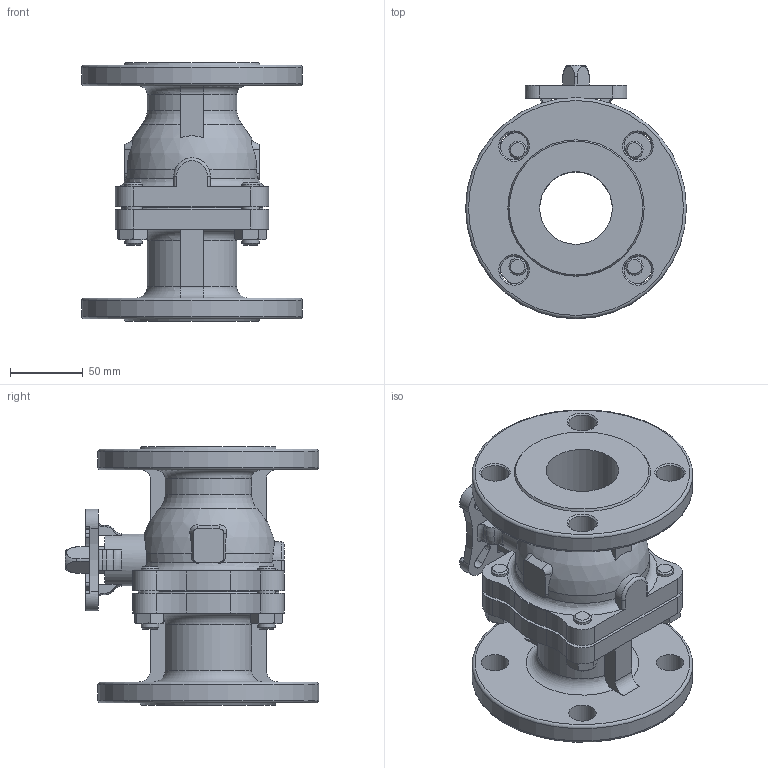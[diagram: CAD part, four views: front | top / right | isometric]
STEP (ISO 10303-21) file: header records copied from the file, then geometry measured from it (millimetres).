
FILE_DESCRIPTION(/* description */ ('STEP AP214'),/* implementation_level */ '2;1');
FILE_NAME(/* name */ '4810856_VZBF-2-P1-20-D-2-F0507-V15V15',/* time_stamp */ '2024-09-18T02:30:21+02:00',/* author */ ('License CC BY-ND 4.0'),/* organization */ ('CADENAS'),/* preprocessor_version */ 'ST-DEVELOPER v19.3',/* originating_system */ 'PARTsolutions',/* authorisation */ ' ');
FILE_SCHEMA (('AUTOMOTIVE_DESIGN {1 0 10303 214 3 1 1}'));
Length unit declared in the file: millimetre
Products named in the file (1): 4810856 VZBF-2-P1-20-D-2-F0507-V15V15
Bounding box: 152 x 174.5 x 178 mm (x, y, z)
Volume: 1043297.7 mm3; surface area: 183543.1 mm2
Topology: 1 solids, 1 shells, 317 faces, 836 edges, 533 vertices
Faces by surface type: plane 110, cylinder 101, cone 76, torus 29, sphere 1
Full cylindrical faces by diameter (mm): 12 x12, 13.5 x4, 19 x8, 36 x2, 50 x1, 152 x2
Entity records: 9799 total; most frequent: CARTESIAN_POINT 2232, DIRECTION 1566, ORIENTED_EDGE 1526, EDGE_CURVE 763, AXIS2_PLACEMENT_3D 655, VERTEX_POINT 516, EDGE_LOOP 427, FACE_BOUND 427
